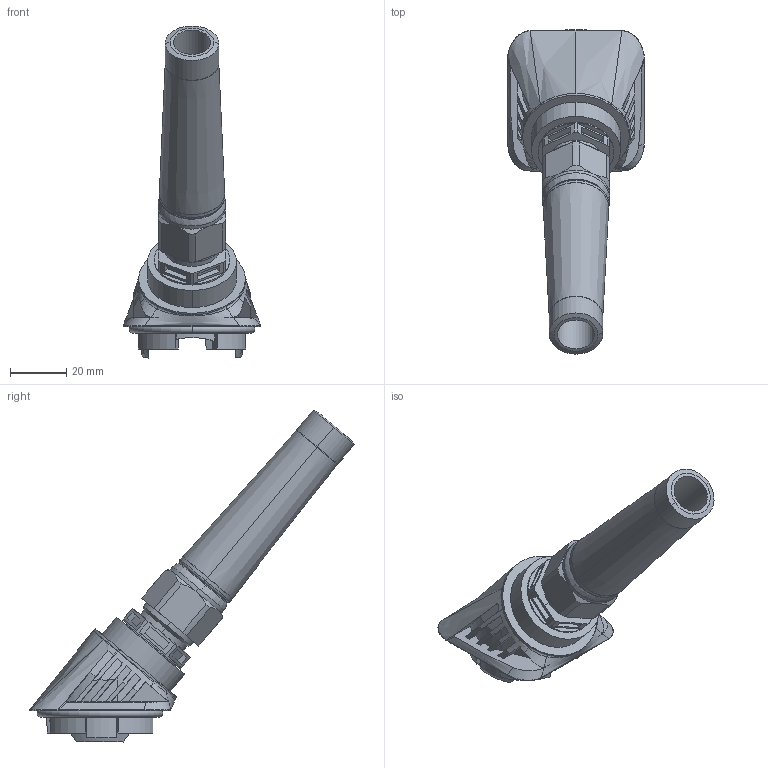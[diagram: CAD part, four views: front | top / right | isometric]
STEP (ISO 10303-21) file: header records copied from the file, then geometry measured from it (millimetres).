
FILE_DESCRIPTION(('Creo Elements/Direct Modeling STEP Export'),'2;1');
FILE_NAME('model.stp','2018-12-11T 7:53:56',(''),(''),'Creo Elements/Direct Modeling STEP processor for AP214 (Solid Model)','Creo Elements/Direct Modeling 18.1I 14-Aug-2016 (C) Parametric Technology GmbH','');
FILE_SCHEMA(('AUTOMOTIVE_DESIGN { 1 0 10303 214 1 1 1 1 }'));
Length unit declared in the file: millimetre
Products named in the file (2): HC_B_GB_M20_PLRBK-select
Assembly tree (1 placements, depth 2):
  HC_B_GB_M20_PLRBK-select
    HC_B_GB_M20_PLRBK-select
Bounding box: 48.85 x 115.59 x 118.17 mm (x, y, z)
Volume: 48058.4 mm3; surface area: 24566.2 mm2
Topology: 1 solids, 1 shells, 243 faces, 651 edges, 420 vertices
Faces by surface type: plane 122, cylinder 47, bspline 42, cone 16, torus 14, extrusion 2
Entity records: 41276 total; most frequent: CARTESIAN_POINT 33680, ORIENTED_EDGE 1298, DIRECTION 985, EDGE_CURVE 649, VERTEX_POINT 420, AXIS2_PLACEMENT_3D 331, VECTOR 323, LINE 321
